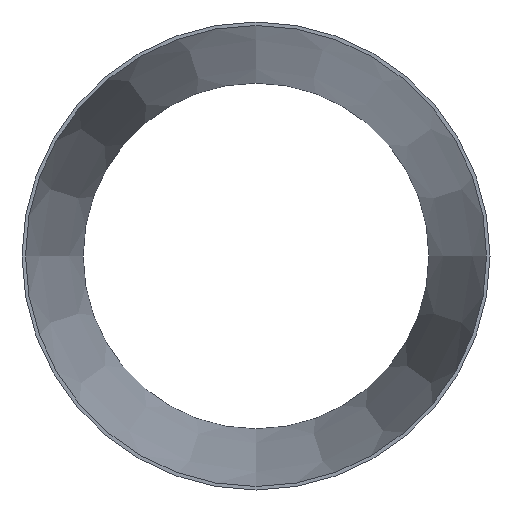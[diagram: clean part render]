
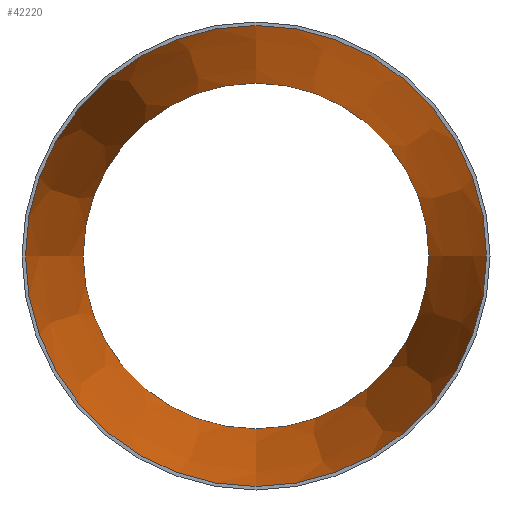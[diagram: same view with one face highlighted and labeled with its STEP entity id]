
A CAD part, front view. The second image highlights one B-rep face of the part: STEP entity #42220.
In plain terms, the highlighted conical face has half-angle 7.995 degrees and reference radius 199.971 mm.
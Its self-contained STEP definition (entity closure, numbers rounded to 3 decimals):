
#247 = CARTESIAN_POINT ( 'NONE',  ( 0., 0., -199.971 ) ) ;
#3844 = DIRECTION ( 'NONE',  ( 0., 0., -1. ) ) ;
#4338 = CARTESIAN_POINT ( 'NONE',  ( 0., 0., 0. ) ) ;
#4719 = VERTEX_POINT ( 'NONE', #247 ) ;
#5771 = AXIS2_PLACEMENT_3D ( 'NONE', #23712, #38626, #41945 ) ;
#7444 = EDGE_CURVE ( 'NONE', #4719, #4719, #41426, .T. ) ;
#7871 = DIRECTION ( 'NONE',  ( 0., 0., -1. ) ) ;
#9487 = EDGE_LOOP ( 'NONE', ( #42739 ) ) ;
#11697 = EDGE_LOOP ( 'NONE', ( #46379 ) ) ;
#16626 = FACE_OUTER_BOUND ( 'NONE', #11697, .T. ) ;
#20027 = CIRCLE ( 'NONE', #46472, 149.971 ) ;
#22699 = CARTESIAN_POINT ( 'NONE',  ( 0., 356., -149.971 ) ) ;
#23672 = EDGE_CURVE ( 'NONE', #33137, #33137, #20027, .T. ) ;
#23712 = CARTESIAN_POINT ( 'NONE',  ( 0., 0., 0. ) ) ;
#27732 = FACE_BOUND ( 'NONE', #9487, .T. ) ;
#29887 = DIRECTION ( 'NONE',  ( 0., -1., 0. ) ) ;
#33137 = VERTEX_POINT ( 'NONE', #22699 ) ;
#33731 = CONICAL_SURFACE ( 'NONE', #5771, 199.971, 0.14 ) ;
#36134 = AXIS2_PLACEMENT_3D ( 'NONE', #4338, #29887, #7871 ) ;
#36262 = DIRECTION ( 'NONE',  ( 0., -1., 0. ) ) ;
#38626 = DIRECTION ( 'NONE',  ( 0., -1., 0. ) ) ;
#40040 = CARTESIAN_POINT ( 'NONE',  ( 0., 356., 0. ) ) ;
#41426 = CIRCLE ( 'NONE', #36134, 199.971 ) ;
#41945 = DIRECTION ( 'NONE',  ( 0., 0., -1. ) ) ;
#42220 = ADVANCED_FACE ( 'NONE', ( #27732, #16626 ), #33731, .F. ) ;
#42739 = ORIENTED_EDGE ( 'NONE', *, *, #23672, .F. ) ;
#46379 = ORIENTED_EDGE ( 'NONE', *, *, #7444, .T. ) ;
#46472 = AXIS2_PLACEMENT_3D ( 'NONE', #40040, #36262, #3844 ) ;
